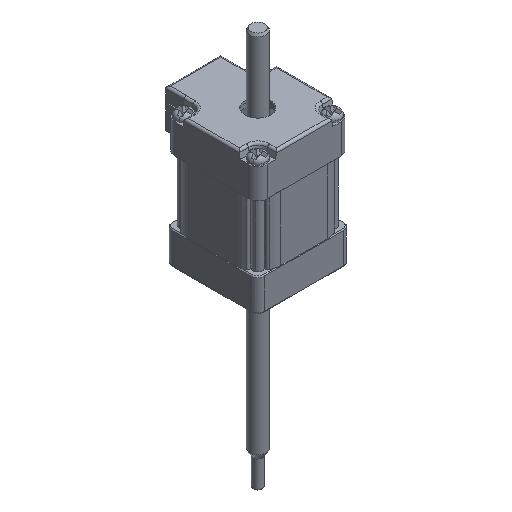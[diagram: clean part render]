
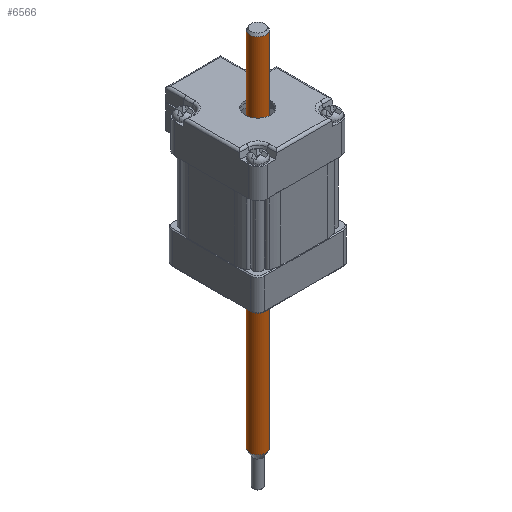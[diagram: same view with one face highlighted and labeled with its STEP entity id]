
A CAD part, isometric view. The second image highlights one B-rep face of the part: STEP entity #6566.
In plain terms, the highlighted cylindrical face has radius 1.75 mm (diameter 3.5 mm), a partial arc.
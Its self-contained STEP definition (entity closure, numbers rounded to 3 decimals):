
#234 = ORIENTED_EDGE ( 'NONE', *, *, #4645, .T. ) ;
#645 = VECTOR ( 'NONE', #4210, 1000. ) ;
#676 = DIRECTION ( 'NONE',  ( -0.725, 0.689, 0. ) ) ;
#1338 = ORIENTED_EDGE ( 'NONE', *, *, #11294, .F. ) ;
#1532 = VECTOR ( 'NONE', #1769, 1000. ) ;
#1597 = VERTEX_POINT ( 'NONE', #3787 ) ;
#1686 = CARTESIAN_POINT ( 'NONE',  ( 2.453, -3.253, -80.484 ) ) ;
#1769 = DIRECTION ( 'NONE',  ( 0., 0., -1. ) ) ;
#2042 = CIRCLE ( 'NONE', #4966, 1.75 ) ;
#2106 = CARTESIAN_POINT ( 'NONE',  ( 3.721, -4.459, 30.416 ) ) ;
#2364 = VERTEX_POINT ( 'NONE', #3852 ) ;
#2959 = CARTESIAN_POINT ( 'NONE',  ( 2.453, -3.253, -47.785 ) ) ;
#3787 = CARTESIAN_POINT ( 'NONE',  ( 1.185, -2.047, -47.785 ) ) ;
#3852 = CARTESIAN_POINT ( 'NONE',  ( 1.185, -2.047, 30.416 ) ) ;
#3921 = DIRECTION ( 'NONE',  ( 0.725, -0.689, 0. ) ) ;
#4084 = LINE ( 'NONE', #4601, #1532 ) ;
#4210 = DIRECTION ( 'NONE',  ( 0., 0., -1. ) ) ;
#4601 = CARTESIAN_POINT ( 'NONE',  ( 3.721, -4.459, -80.484 ) ) ;
#4645 = EDGE_CURVE ( 'NONE', #10305, #2364, #2042, .T. ) ;
#4966 = AXIS2_PLACEMENT_3D ( 'NONE', #7063, #10997, #6680 ) ;
#5695 = CIRCLE ( 'NONE', #5884, 1.75 ) ;
#5751 = LINE ( 'NONE', #7091, #645 ) ;
#5884 = AXIS2_PLACEMENT_3D ( 'NONE', #2959, #9633, #3921 ) ;
#5917 = ORIENTED_EDGE ( 'NONE', *, *, #7248, .T. ) ;
#6566 = ADVANCED_FACE ( 'NONE', ( #7397 ), #12141, .T. ) ;
#6680 = DIRECTION ( 'NONE',  ( -0.725, 0.689, 0. ) ) ;
#7063 = CARTESIAN_POINT ( 'NONE',  ( 2.453, -3.253, 30.416 ) ) ;
#7091 = CARTESIAN_POINT ( 'NONE',  ( 1.185, -2.047, -80.484 ) ) ;
#7248 = EDGE_CURVE ( 'NONE', #2364, #1597, #5751, .T. ) ;
#7397 = FACE_OUTER_BOUND ( 'NONE', #8782, .T. ) ;
#7422 = ORIENTED_EDGE ( 'NONE', *, *, #8053, .F. ) ;
#7425 = DIRECTION ( 'NONE',  ( 0., 0., -1. ) ) ;
#8053 = EDGE_CURVE ( 'NONE', #10305, #8938, #4084, .T. ) ;
#8782 = EDGE_LOOP ( 'NONE', ( #7422, #234, #5917, #1338 ) ) ;
#8938 = VERTEX_POINT ( 'NONE', #12292 ) ;
#9633 = DIRECTION ( 'NONE',  ( 0., 0., -1. ) ) ;
#10116 = AXIS2_PLACEMENT_3D ( 'NONE', #1686, #7425, #676 ) ;
#10305 = VERTEX_POINT ( 'NONE', #2106 ) ;
#10997 = DIRECTION ( 'NONE',  ( 0., 0., -1. ) ) ;
#11294 = EDGE_CURVE ( 'NONE', #8938, #1597, #5695, .T. ) ;
#12141 = CYLINDRICAL_SURFACE ( 'NONE', #10116, 1.75 ) ;
#12292 = CARTESIAN_POINT ( 'NONE',  ( 3.721, -4.459, -47.785 ) ) ;
